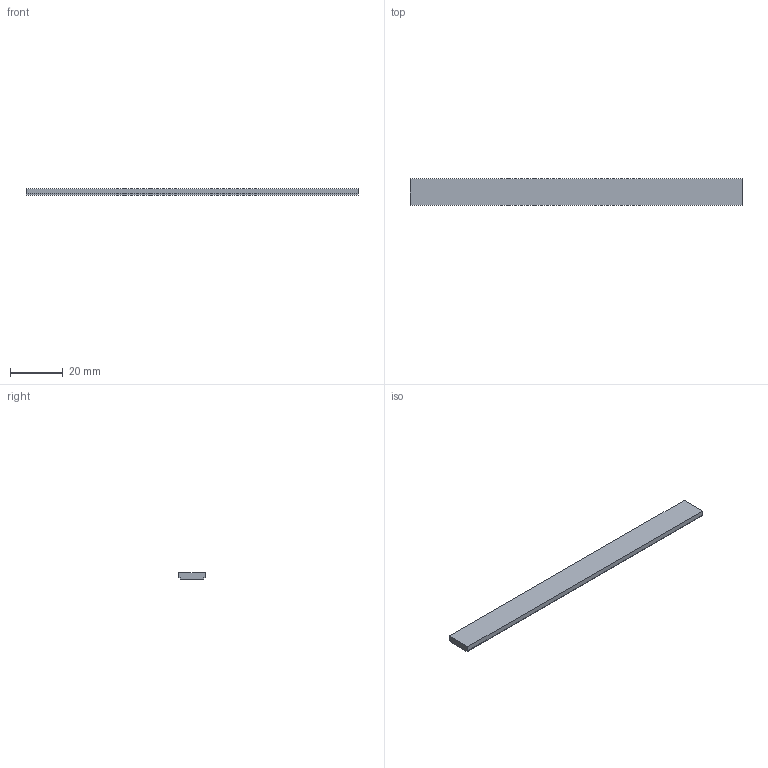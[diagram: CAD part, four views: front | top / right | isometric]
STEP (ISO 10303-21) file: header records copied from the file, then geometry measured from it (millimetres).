
FILE_DESCRIPTION((''),'2;1');
FILE_NAME('1131274-01-Z01','2021-05-05T14:19:54',('AT10150'),(''),'CREO PARAMETRIC BY PTC INC, 2019164','CREO PARAMETRIC BY PTC INC, 2019164','');
FILE_SCHEMA(('AUTOMOTIVE_DESIGN { 1 0 10303 214 1 1 1 1 }'));
Length unit declared in the file: millimetre
Products named in the file (1): 1131274-01-Z01
Bounding box: 126 x 10 x 2.54 mm (x, y, z)
Volume: 3119.8 mm3; surface area: 3209.6 mm2
Topology: 1 solids, 1 shells, 10 faces, 58 edges, 60 vertices
Faces by surface type: plane 10
Entity records: 785 total; most frequent: CARTESIAN_POINT 87, DIRECTION 80, PRESENTATION_STYLE_ASSIGNMENT 59, STYLED_ITEM 59, VECTOR 58, LINE 58, CURVE_STYLE 58, ORIENTED_EDGE 48
